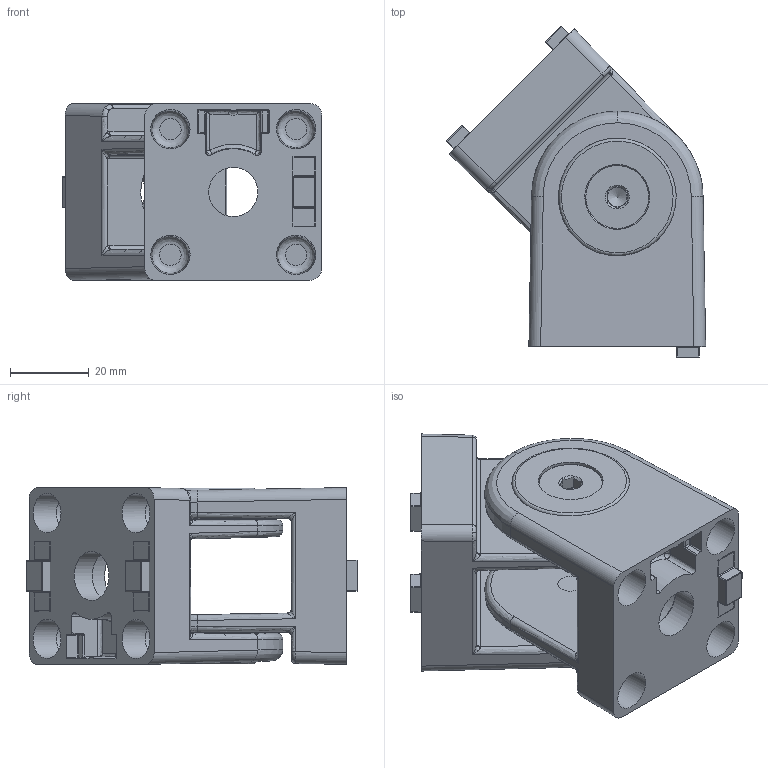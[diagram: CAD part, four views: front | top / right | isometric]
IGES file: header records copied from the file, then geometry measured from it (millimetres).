
Global section: file name: 324540; native system: Autodesk Inventor 2016; preprocessor: unknown; author: de01pc046; organization: Fath GmbH; date: 20180531.161305; units: millimetre
Bounding box: 66.01 x 84.41 x 45 mm (x, y, z)
Volume: 85511.4 mm3; surface area: 41789.1 mm2
Topology: 11 solids, 11 shells, 660 faces, 1632 edges, 946 vertices
Faces by surface type: bspline 660
